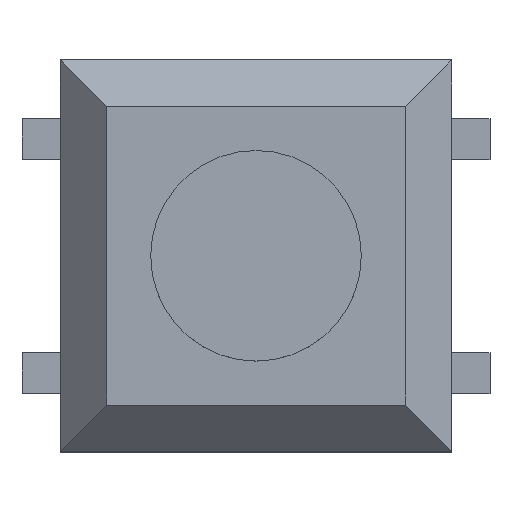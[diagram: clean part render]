
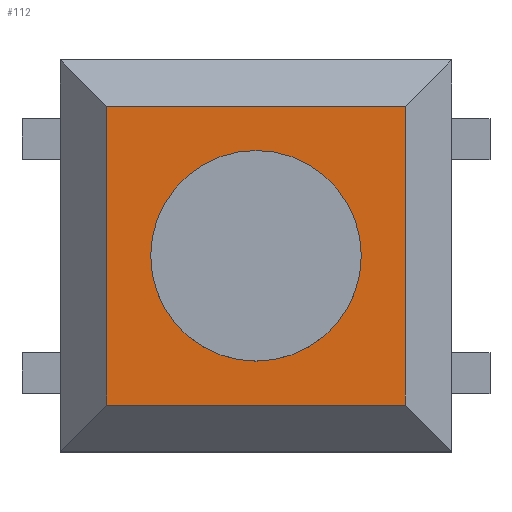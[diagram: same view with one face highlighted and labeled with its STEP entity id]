
A CAD part, top view. The second image highlights one B-rep face of the part: STEP entity #112.
In plain terms, the highlighted planar face has unit normal (0, 0, 1).
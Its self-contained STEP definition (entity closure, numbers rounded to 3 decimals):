
#112=ADVANCED_FACE('',(#310,#312),#314,.T.);
#310=FACE_BOUND('',#311,.T.);
#311=EDGE_LOOP('',(#485,#486,#487,#488));
#312=FACE_BOUND('',#313,.T.);
#313=EDGE_LOOP('',(#489));
#314=PLANE('',#315);
#315=AXIS2_PLACEMENT_3D('',#316,#317,#318);
#316=CARTESIAN_POINT('',(0.,0.,1.2));
#317=DIRECTION('',(0.,0.,1.));
#318=DIRECTION('',(1.,0.,0.));
#485=ORIENTED_EDGE('',*,*,#577,.T.);
#486=ORIENTED_EDGE('',*,*,#578,.T.);
#487=ORIENTED_EDGE('',*,*,#579,.T.);
#488=ORIENTED_EDGE('',*,*,#580,.T.);
#489=ORIENTED_EDGE('',*,*,#581,.F.);
#577=EDGE_CURVE('',#687,#688,#689,.T.);
#578=EDGE_CURVE('',#688,#690,#691,.T.);
#579=EDGE_CURVE('',#690,#692,#693,.T.);
#580=EDGE_CURVE('',#692,#687,#694,.T.);
#581=EDGE_CURVE('',#695,#695,#696,.T.);
#687=VERTEX_POINT('',#923);
#688=VERTEX_POINT('',#924);
#689=LINE('',#925,#926);
#690=VERTEX_POINT('',#928);
#691=LINE('',#929,#930);
#692=VERTEX_POINT('',#932);
#693=LINE('',#933,#934);
#694=LINE('',#936,#937);
#695=VERTEX_POINT('',#939);
#696=CIRCLE('',#940,0.9);
#923=CARTESIAN_POINT('',(1.275,-1.275,1.2));
#924=CARTESIAN_POINT('',(1.275,1.275,1.2));
#925=CARTESIAN_POINT('',(1.275,-1.275,1.2));
#926=VECTOR('',#927,1.);
#927=DIRECTION('',(0.,1.,0.));
#928=CARTESIAN_POINT('',(-1.275,1.275,1.2));
#929=CARTESIAN_POINT('',(1.275,1.275,1.2));
#930=VECTOR('',#931,1.);
#931=DIRECTION('',(-1.,0.,0.));
#932=CARTESIAN_POINT('',(-1.275,-1.275,1.2));
#933=CARTESIAN_POINT('',(-1.275,1.275,1.2));
#934=VECTOR('',#935,1.);
#935=DIRECTION('',(0.,-1.,0.));
#936=CARTESIAN_POINT('',(-1.275,-1.275,1.2));
#937=VECTOR('',#938,1.);
#938=DIRECTION('',(1.,0.,0.));
#939=CARTESIAN_POINT('',(0.9,0.,1.2));
#940=AXIS2_PLACEMENT_3D('',#941,#942,#943);
#941=CARTESIAN_POINT('',(0.,0.,1.2));
#942=DIRECTION('',(0.,0.,1.));
#943=DIRECTION('',(1.,0.,0.));
